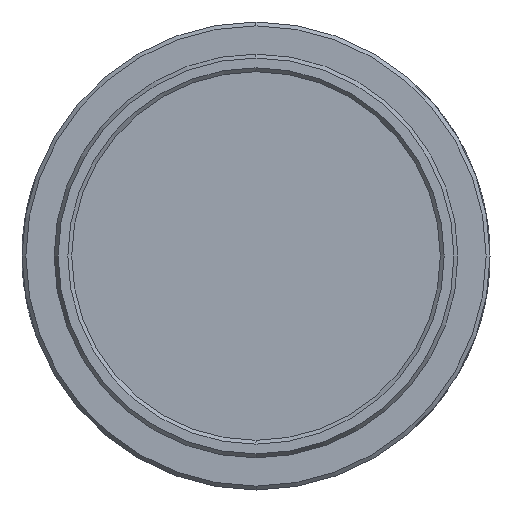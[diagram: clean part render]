
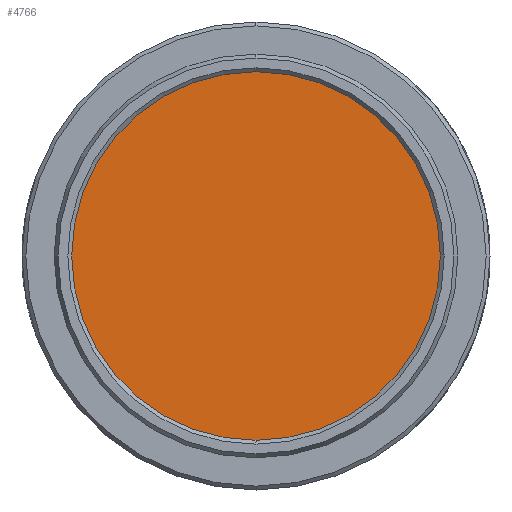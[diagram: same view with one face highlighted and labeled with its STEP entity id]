
A CAD part, left-side view. The second image highlights one B-rep face of the part: STEP entity #4766.
In plain terms, the highlighted planar face has unit normal (-1, 0, 0).
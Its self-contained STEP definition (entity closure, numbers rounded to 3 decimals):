
#90 = EDGE_CURVE ( 'NONE', #1040, #4421, #4887, .T. ) ;
#1035 = EDGE_CURVE ( 'NONE', #4421, #1040, #7952, .T. ) ;
#1040 = VERTEX_POINT ( 'NONE', #7587 ) ;
#1767 = CARTESIAN_POINT ( 'NONE',  ( 27.153, 1.742, -13.049 ) ) ;
#1965 = CARTESIAN_POINT ( 'NONE',  ( 27.153, 1.742, -25.749 ) ) ;
#2059 = PLANE ( 'NONE',  #4990 ) ;
#2095 = DIRECTION ( 'NONE',  ( 0., 0., -1. ) ) ;
#3424 = AXIS2_PLACEMENT_3D ( 'NONE', #1965, #4954, #6956 ) ;
#3995 = DIRECTION ( 'NONE',  ( 1., 0., 0. ) ) ;
#4086 = AXIS2_PLACEMENT_3D ( 'NONE', #8216, #3995, #7526 ) ;
#4421 = VERTEX_POINT ( 'NONE', #1767 ) ;
#4528 = EDGE_LOOP ( 'NONE', ( #5187, #4751 ) ) ;
#4751 = ORIENTED_EDGE ( 'NONE', *, *, #1035, .F. ) ;
#4766 = ADVANCED_FACE ( 'NONE', ( #7057 ), #2059, .F. ) ;
#4887 = CIRCLE ( 'NONE', #3424, 12.7 ) ;
#4954 = DIRECTION ( 'NONE',  ( 1., 0., 0. ) ) ;
#4990 = AXIS2_PLACEMENT_3D ( 'NONE', #7055, #6369, #2095 ) ;
#5187 = ORIENTED_EDGE ( 'NONE', *, *, #90, .F. ) ;
#6369 = DIRECTION ( 'NONE',  ( 1., 0., 0. ) ) ;
#6956 = DIRECTION ( 'NONE',  ( 0., 0., -1. ) ) ;
#7055 = CARTESIAN_POINT ( 'NONE',  ( 27.153, 1.742, -25.749 ) ) ;
#7057 = FACE_OUTER_BOUND ( 'NONE', #4528, .T. ) ;
#7526 = DIRECTION ( 'NONE',  ( 0., 0., -1. ) ) ;
#7587 = CARTESIAN_POINT ( 'NONE',  ( 27.153, 1.742, -38.449 ) ) ;
#7952 = CIRCLE ( 'NONE', #4086, 12.7 ) ;
#8216 = CARTESIAN_POINT ( 'NONE',  ( 27.153, 1.742, -25.749 ) ) ;
